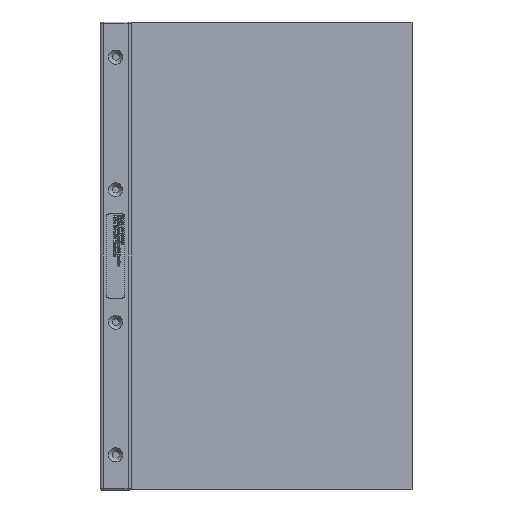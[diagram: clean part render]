
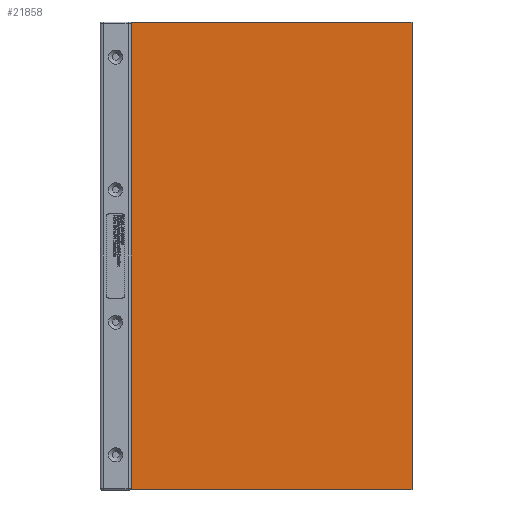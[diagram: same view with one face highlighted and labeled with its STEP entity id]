
A CAD part, front view. The second image highlights one B-rep face of the part: STEP entity #21858.
In plain terms, the highlighted planar face has unit normal (0, -1, 0).
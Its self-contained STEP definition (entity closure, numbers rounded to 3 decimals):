
#1901=FACE_OUTER_BOUND('',#3179,.T.);
#3179=EDGE_LOOP('',(#20037,#20038,#20039,#20040));
#6312=LINE('',#41191,#8382);
#6313=LINE('',#41193,#8383);
#6314=LINE('',#41195,#8384);
#6315=LINE('',#41196,#8385);
#8382=VECTOR('',#26011,10.);
#8383=VECTOR('',#26012,10.);
#8384=VECTOR('',#26013,10.);
#8385=VECTOR('',#26014,10.);
#10511=VERTEX_POINT('',#41189);
#10512=VERTEX_POINT('',#41190);
#10513=VERTEX_POINT('',#41192);
#10514=VERTEX_POINT('',#41194);
#13690=EDGE_CURVE('',#10511,#10512,#6312,.T.);
#13691=EDGE_CURVE('',#10512,#10513,#6313,.T.);
#13692=EDGE_CURVE('',#10514,#10513,#6314,.T.);
#13693=EDGE_CURVE('',#10511,#10514,#6315,.T.);
#20037=ORIENTED_EDGE('',*,*,#13690,.T.);
#20038=ORIENTED_EDGE('',*,*,#13691,.T.);
#20039=ORIENTED_EDGE('',*,*,#13692,.F.);
#20040=ORIENTED_EDGE('',*,*,#13693,.F.);
#20691=PLANE('',#22606);
#21858=ADVANCED_FACE('',(#1901),#20691,.T.);
#22606=AXIS2_PLACEMENT_3D('',#41188,#26009,#26010);
#26009=DIRECTION('center_axis',(0.,-1.,0.));
#26010=DIRECTION('ref_axis',(-1.,0.,0.));
#26011=DIRECTION('',(-1.,0.,0.));
#26012=DIRECTION('',(0.,0.,-1.));
#26013=DIRECTION('',(-1.,0.,0.));
#26014=DIRECTION('',(0.,0.,-1.));
#41188=CARTESIAN_POINT('Origin',(300.,0.,-15.81));
#41189=CARTESIAN_POINT('',(300.,0.,-15.81));
#41190=CARTESIAN_POINT('',(0.,0.,-15.81));
#41191=CARTESIAN_POINT('',(0.,0.,-15.81));
#41192=CARTESIAN_POINT('',(0.,0.,-200.));
#41193=CARTESIAN_POINT('',(0.,0.,-15.81));
#41194=CARTESIAN_POINT('',(300.,0.,-200.));
#41195=CARTESIAN_POINT('',(0.,0.,-200.));
#41196=CARTESIAN_POINT('',(300.,0.,-15.81));
